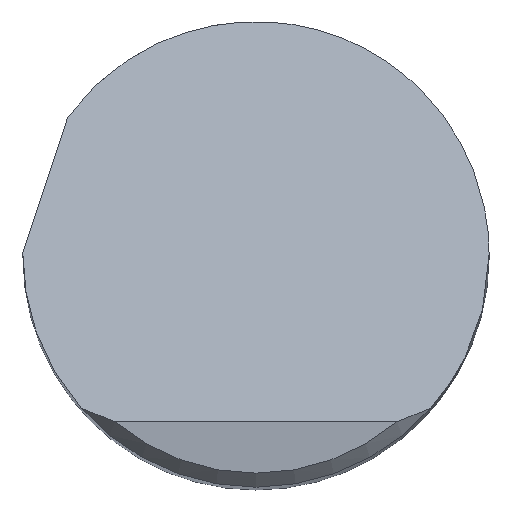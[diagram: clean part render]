
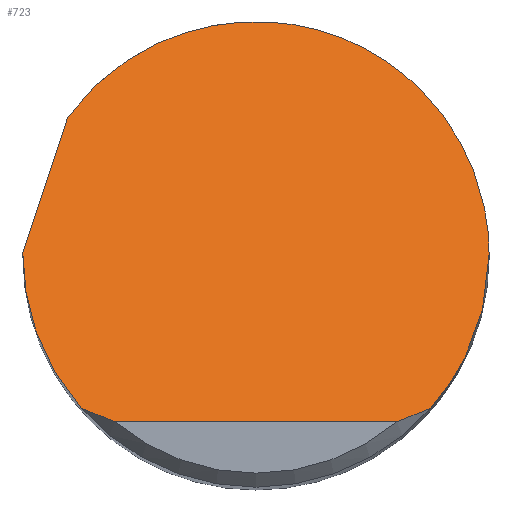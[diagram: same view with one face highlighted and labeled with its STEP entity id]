
A CAD part, top view. The second image highlights one B-rep face of the part: STEP entity #723.
In plain terms, the highlighted planar face has unit normal (0, 0.707, 0.707).
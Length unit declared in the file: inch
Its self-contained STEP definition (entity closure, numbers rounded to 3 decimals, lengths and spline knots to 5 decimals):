
#3 = DIRECTION ( 'NONE',  ( 1., 0., 0. ) ) ;
#5 = CARTESIAN_POINT ( 'NONE',  ( -0.25, -0.06141, 2.38141 ) ) ;
#12 = CARTESIAN_POINT ( 'NONE',  ( -0.22834, -0.11887, 2.43887 ) ) ;
#69 = ORIENTED_EDGE ( 'NONE', *, *, #562, .T. ) ;
#75 = CARTESIAN_POINT ( 'NONE',  ( -0.02903, 0.38443, 1.93557 ) ) ;
#91 = DIRECTION ( 'NONE',  ( 0., 0.707, -0.707 ) ) ;
#101 = CARTESIAN_POINT ( 'NONE',  ( -0.25, 0., 2.32 ) ) ;
#104 = CARTESIAN_POINT ( 'NONE',  ( -0.25, 0., 2.32 ) ) ;
#111 = CARTESIAN_POINT ( 'NONE',  ( -0.25, 0.00133, 2.31867 ) ) ;
#113 = CARTESIAN_POINT ( 'NONE',  ( 0.18782, -0.165, 2.485 ) ) ;
#115 = VERTEX_POINT ( 'NONE', #149 ) ;
#130 = CARTESIAN_POINT ( 'NONE',  ( -0.25, 0., 2.32 ) ) ;
#133 = FACE_OUTER_BOUND ( 'NONE', #322, .T. ) ;
#140 = LINE ( 'NONE', #364, #354 ) ;
#149 = CARTESIAN_POINT ( 'NONE',  ( 0.25, 0., 2.32 ) ) ;
#168 = VERTEX_POINT ( 'NONE', #347 ) ;
#182 = EDGE_CURVE ( 'NONE', #345, #442, #365, .T. ) ;
#183 = VERTEX_POINT ( 'NONE', #633 ) ;
#187 = ORIENTED_EDGE ( 'NONE', *, *, #267, .F. ) ;
#189 = CARTESIAN_POINT ( 'NONE',  ( 0.22834, -0.11887, 2.43887 ) ) ;
#203 = EDGE_CURVE ( 'NONE', #168, #115, #464, .T. ) ;
#224 = EDGE_CURVE ( 'NONE', #345, #282, #448, .T. ) ;
#258 = CARTESIAN_POINT ( 'NONE',  ( -0.18782, -0.165, 2.485 ) ) ;
#267 = EDGE_CURVE ( 'NONE', #115, #183, #516, .T. ) ;
#270 = ORIENTED_EDGE ( 'NONE', *, *, #203, .F. ) ;
#282 = VERTEX_POINT ( 'NONE', #597 ) ;
#295 = ORIENTED_EDGE ( 'NONE', *, *, #577, .T. ) ;
#297 = CARTESIAN_POINT ( 'NONE',  ( 0.25, 0., 2.32 ) ) ;
#312 = CARTESIAN_POINT ( 'NONE',  ( 0.18782, -0.165, 2.485 ) ) ;
#320 = CARTESIAN_POINT ( 'NONE',  ( -0.17589, -0.1704, 2.4904 ) ) ;
#322 = EDGE_LOOP ( 'NONE', ( #295, #69, #187, #270, #664, #711, #638, #645 ) ) ;
#330 = CARTESIAN_POINT ( 'NONE',  ( 0.15108, -0.18, 2.5 ) ) ;
#345 = VERTEX_POINT ( 'NONE', #718 ) ;
#347 = CARTESIAN_POINT ( 'NONE',  ( -0.20198, 0.14732, 2.17268 ) ) ;
#354 = VECTOR ( 'NONE', #600, 39.37008 ) ;
#357 = CARTESIAN_POINT ( 'NONE',  ( -0.25, -0.18, 2.5 ) ) ;
#364 = CARTESIAN_POINT ( 'NONE',  ( -0.30701, -0.17058, 2.49058 ) ) ;
#365 =( BOUNDED_CURVE ( )  B_SPLINE_CURVE ( 3, ( #644, #12, #5, #130 ),
 .UNSPECIFIED., .F., .T. ) 
 B_SPLINE_CURVE_WITH_KNOTS ( ( 4, 4 ),
 ( 3.99157, 4.71239 ),
 .UNSPECIFIED. ) 
 CURVE ( )  GEOMETRIC_REPRESENTATION_ITEM ( )  RATIONAL_B_SPLINE_CURVE ( ( 1., 0.957, 0.957, 1. ) ) 
 REPRESENTATION_ITEM ( '' )  );
#368 = CARTESIAN_POINT ( 'NONE',  ( -0.15108, -0.18, 2.5 ) ) ;
#393 = EDGE_CURVE ( 'NONE', #484, #168, #140, .T. ) ;
#398 = CARTESIAN_POINT ( 'NONE',  ( 0.16367, -0.17542, 2.49542 ) ) ;
#434 = CARTESIAN_POINT ( 'NONE',  ( -0.25, 0.00067, 2.31933 ) ) ;
#442 = VERTEX_POINT ( 'NONE', #104 ) ;
#445 = EDGE_CURVE ( 'NONE', #442, #484, #488, .T. ) ;
#448 = B_SPLINE_CURVE_WITH_KNOTS ( 'NONE', 3,
 ( #258, #320, #479, #368 ),
 .UNSPECIFIED., .F., .F.,
 ( 4, 4 ),
 ( 0., 0.00108 ),
 .UNSPECIFIED. ) ;
#464 =( BOUNDED_CURVE ( )  B_SPLINE_CURVE ( 3, ( #702, #75, #523, #297 ),
 .UNSPECIFIED., .F., .T. ) 
 B_SPLINE_CURVE_WITH_KNOTS ( ( 4, 4 ),
 ( 5.34257, 7.85398 ),
 .UNSPECIFIED. ) 
 CURVE ( )  GEOMETRIC_REPRESENTATION_ITEM ( )  RATIONAL_B_SPLINE_CURVE ( ( 1., 0.54, 0.54, 1. ) ) 
 REPRESENTATION_ITEM ( '' )  );
#467 = CARTESIAN_POINT ( 'NONE',  ( 0., -0.18, 2.5 ) ) ;
#479 = CARTESIAN_POINT ( 'NONE',  ( -0.16367, -0.17542, 2.49542 ) ) ;
#480 = VERTEX_POINT ( 'NONE', #330 ) ;
#484 = VERTEX_POINT ( 'NONE', #560 ) ;
#488 =( BOUNDED_CURVE ( )  B_SPLINE_CURVE ( 3, ( #101, #434, #111, #556 ),
 .UNSPECIFIED., .F., .T. ) 
 B_SPLINE_CURVE_WITH_KNOTS ( ( 4, 4 ),
 ( 4.71239, 4.72039 ),
 .UNSPECIFIED. ) 
 CURVE ( )  GEOMETRIC_REPRESENTATION_ITEM ( )  RATIONAL_B_SPLINE_CURVE ( ( 1., 1., 1., 1. ) ) 
 REPRESENTATION_ITEM ( '' )  );
#516 =( BOUNDED_CURVE ( )  B_SPLINE_CURVE ( 3, ( #727, #722, #189, #312 ),
 .UNSPECIFIED., .F., .F. ) 
 B_SPLINE_CURVE_WITH_KNOTS ( ( 4, 4 ),
 ( 1.5708, 2.29162 ),
 .UNSPECIFIED. ) 
 CURVE ( )  GEOMETRIC_REPRESENTATION_ITEM ( )  RATIONAL_B_SPLINE_CURVE ( ( 1., 0.957, 0.957, 1. ) ) 
 REPRESENTATION_ITEM ( '' )  );
#519 = CARTESIAN_POINT ( 'NONE',  ( 0.15108, -0.18, 2.5 ) ) ;
#523 = CARTESIAN_POINT ( 'NONE',  ( 0.25, 0.29348, 2.02652 ) ) ;
#556 = CARTESIAN_POINT ( 'NONE',  ( -0.24999, 0.002, 2.318 ) ) ;
#560 = CARTESIAN_POINT ( 'NONE',  ( -0.24999, 0.002, 2.318 ) ) ;
#562 = EDGE_CURVE ( 'NONE', #480, #183, #707, .T. ) ;
#577 = EDGE_CURVE ( 'NONE', #282, #480, #635, .T. ) ;
#597 = CARTESIAN_POINT ( 'NONE',  ( -0.15108, -0.18, 2.5 ) ) ;
#600 = DIRECTION ( 'NONE',  ( 0.227, 0.689, -0.689 ) ) ;
#633 = CARTESIAN_POINT ( 'NONE',  ( 0.18782, -0.165, 2.485 ) ) ;
#635 = LINE ( 'NONE', #467, #675 ) ;
#638 = ORIENTED_EDGE ( 'NONE', *, *, #182, .F. ) ;
#644 = CARTESIAN_POINT ( 'NONE',  ( -0.18782, -0.165, 2.485 ) ) ;
#645 = ORIENTED_EDGE ( 'NONE', *, *, #224, .T. ) ;
#652 = PLANE ( 'NONE',  #688 ) ;
#664 = ORIENTED_EDGE ( 'NONE', *, *, #393, .F. ) ;
#665 = DIRECTION ( 'NONE',  ( 0., -0.707, -0.707 ) ) ;
#675 = VECTOR ( 'NONE', #3, 39.37008 ) ;
#688 = AXIS2_PLACEMENT_3D ( 'NONE', #357, #665, #91 ) ;
#702 = CARTESIAN_POINT ( 'NONE',  ( -0.20198, 0.14732, 2.17268 ) ) ;
#705 = CARTESIAN_POINT ( 'NONE',  ( 0.17589, -0.1704, 2.4904 ) ) ;
#707 = B_SPLINE_CURVE_WITH_KNOTS ( 'NONE', 3,
 ( #519, #398, #705, #113 ),
 .UNSPECIFIED., .F., .F.,
 ( 4, 4 ),
 ( 0., 0.00108 ),
 .UNSPECIFIED. ) ;
#711 = ORIENTED_EDGE ( 'NONE', *, *, #445, .F. ) ;
#718 = CARTESIAN_POINT ( 'NONE',  ( -0.18782, -0.165, 2.485 ) ) ;
#722 = CARTESIAN_POINT ( 'NONE',  ( 0.25, -0.06141, 2.38141 ) ) ;
#723 = ADVANCED_FACE ( 'NONE', ( #133 ), #652, .F. ) ;
#727 = CARTESIAN_POINT ( 'NONE',  ( 0.25, 0., 2.32 ) ) ;
